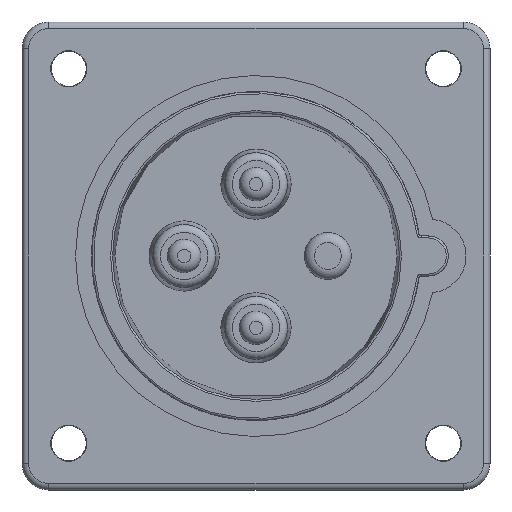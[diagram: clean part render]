
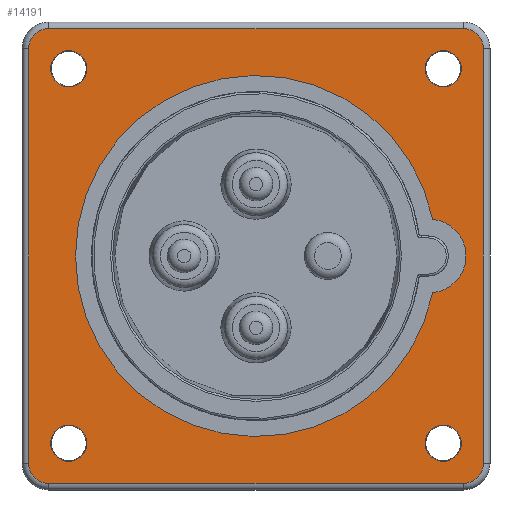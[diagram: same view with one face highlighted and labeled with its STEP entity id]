
A CAD part, front view. The second image highlights one B-rep face of the part: STEP entity #14191.
In plain terms, the highlighted planar face has unit normal (0, -1, 0).
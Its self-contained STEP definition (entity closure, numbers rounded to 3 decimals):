
#225 = DIRECTION ( 'NONE',  ( 0., -1., 0. ) ) ;
#377 = VERTEX_POINT ( 'NONE', #10190 ) ;
#618 = EDGE_CURVE ( 'NONE', #7912, #9441, #23264, .T. ) ;
#811 = CARTESIAN_POINT ( 'NONE',  ( 0., -2.6, 0. ) ) ;
#1012 = CARTESIAN_POINT ( 'NONE',  ( -34., -2.6, 31. ) ) ;
#1157 = CARTESIAN_POINT ( 'NONE',  ( -31., -2.6, 34. ) ) ;
#1254 = CIRCLE ( 'NONE', #12573, 2.709 ) ;
#1471 = FACE_BOUND ( 'NONE', #19762, .T. ) ;
#1488 = CARTESIAN_POINT ( 'NONE',  ( -31., -2.6, -34. ) ) ;
#1818 = DIRECTION ( 'NONE',  ( 0., -1., 0. ) ) ;
#1873 = EDGE_LOOP ( 'NONE', ( #5454, #1887 ) ) ;
#1887 = ORIENTED_EDGE ( 'NONE', *, *, #8432, .T. ) ;
#2068 = FACE_BOUND ( 'NONE', #23823, .T. ) ;
#2700 = DIRECTION ( 'NONE',  ( -1., 0., 0. ) ) ;
#2707 = LINE ( 'NONE', #20714, #7077 ) ;
#3175 = DIRECTION ( 'NONE',  ( 0., -1., 0. ) ) ;
#3606 = CARTESIAN_POINT ( 'NONE',  ( 31., -2.6, 31. ) ) ;
#4025 = CARTESIAN_POINT ( 'NONE',  ( 28., -2.6, 28. ) ) ;
#4399 = EDGE_CURVE ( 'NONE', #20049, #8055, #10855, .T. ) ;
#4457 = VECTOR ( 'NONE', #11269, 1000. ) ;
#4480 = VERTEX_POINT ( 'NONE', #6791 ) ;
#4596 = CARTESIAN_POINT ( 'NONE',  ( 30.709, -2.6, 28. ) ) ;
#4613 = EDGE_CURVE ( 'NONE', #5948, #5948, #13425, .T. ) ;
#4817 = VERTEX_POINT ( 'NONE', #21449 ) ;
#4959 = EDGE_LOOP ( 'NONE', ( #8315, #9106, #8931, #13405, #7668, #5901, #12552, #5650 ) ) ;
#5454 = ORIENTED_EDGE ( 'NONE', *, *, #16609, .F. ) ;
#5508 = DIRECTION ( 'NONE',  ( -1., 0., 0. ) ) ;
#5541 = EDGE_CURVE ( 'NONE', #377, #377, #10073, .T. ) ;
#5648 = PLANE ( 'NONE',  #22912 ) ;
#5650 = ORIENTED_EDGE ( 'NONE', *, *, #618, .T. ) ;
#5690 = CARTESIAN_POINT ( 'NONE',  ( 31., -2.6, -34. ) ) ;
#5888 = DIRECTION ( 'NONE',  ( 1., 0., 0. ) ) ;
#5901 = ORIENTED_EDGE ( 'NONE', *, *, #23670, .T. ) ;
#5948 = VERTEX_POINT ( 'NONE', #4596 ) ;
#6199 = VERTEX_POINT ( 'NONE', #23254 ) ;
#6338 = CARTESIAN_POINT ( 'NONE',  ( -31., -2.6, 31. ) ) ;
#6791 = CARTESIAN_POINT ( 'NONE',  ( -25.291, -2.6, -28. ) ) ;
#6807 = CIRCLE ( 'NONE', #15476, 27. ) ;
#7077 = VECTOR ( 'NONE', #7894, 1000. ) ;
#7237 = VERTEX_POINT ( 'NONE', #1488 ) ;
#7347 = AXIS2_PLACEMENT_3D ( 'NONE', #6338, #19173, #8189 ) ;
#7540 = DIRECTION ( 'NONE',  ( 0., 1., 0. ) ) ;
#7668 = ORIENTED_EDGE ( 'NONE', *, *, #8803, .T. ) ;
#7685 = ORIENTED_EDGE ( 'NONE', *, *, #5541, .F. ) ;
#7693 = ORIENTED_EDGE ( 'NONE', *, *, #4613, .F. ) ;
#7894 = DIRECTION ( 'NONE',  ( 0., 0., 1. ) ) ;
#7912 = VERTEX_POINT ( 'NONE', #9800 ) ;
#7939 = ORIENTED_EDGE ( 'NONE', *, *, #18990, .F. ) ;
#8036 = ORIENTED_EDGE ( 'NONE', *, *, #18748, .F. ) ;
#8055 = VERTEX_POINT ( 'NONE', #21623 ) ;
#8188 = DIRECTION ( 'NONE',  ( 0., -1., 0. ) ) ;
#8189 = DIRECTION ( 'NONE',  ( -1., 0., 0. ) ) ;
#8315 = ORIENTED_EDGE ( 'NONE', *, *, #9163, .T. ) ;
#8432 = EDGE_CURVE ( 'NONE', #13901, #4817, #6807, .T. ) ;
#8661 = CARTESIAN_POINT ( 'NONE',  ( -25.291, -2.6, 28. ) ) ;
#8696 = DIRECTION ( 'NONE',  ( 0., -1., 0. ) ) ;
#8803 = EDGE_CURVE ( 'NONE', #8055, #19473, #2707, .T. ) ;
#8911 = CARTESIAN_POINT ( 'NONE',  ( 34., -2.6, 31. ) ) ;
#8931 = ORIENTED_EDGE ( 'NONE', *, *, #12436, .T. ) ;
#8964 = DIRECTION ( 'NONE',  ( 0., -1., 0. ) ) ;
#9106 = ORIENTED_EDGE ( 'NONE', *, *, #23705, .T. ) ;
#9163 = EDGE_CURVE ( 'NONE', #9441, #10010, #22530, .T. ) ;
#9441 = VERTEX_POINT ( 'NONE', #1012 ) ;
#9800 = CARTESIAN_POINT ( 'NONE',  ( -31., -2.6, 34. ) ) ;
#10010 = VERTEX_POINT ( 'NONE', #13137 ) ;
#10073 = CIRCLE ( 'NONE', #14111, 2.709 ) ;
#10190 = CARTESIAN_POINT ( 'NONE',  ( 30.709, -2.6, -28. ) ) ;
#10563 = AXIS2_PLACEMENT_3D ( 'NONE', #19648, #8696, #21484 ) ;
#10780 = FACE_BOUND ( 'NONE', #1873, .T. ) ;
#10804 = CARTESIAN_POINT ( 'NONE',  ( 31., -2.6, -34. ) ) ;
#10855 = CIRCLE ( 'NONE', #10563, 3. ) ;
#10861 = AXIS2_PLACEMENT_3D ( 'NONE', #19915, #8964, #21742 ) ;
#11064 = AXIS2_PLACEMENT_3D ( 'NONE', #3606, #16517, #5508 ) ;
#11269 = DIRECTION ( 'NONE',  ( 1., 0., 0. ) ) ;
#11343 = FACE_BOUND ( 'NONE', #13994, .T. ) ;
#11349 = CARTESIAN_POINT ( 'NONE',  ( -28., -2.6, -28. ) ) ;
#12251 = VECTOR ( 'NONE', #18079, 1000. ) ;
#12436 = EDGE_CURVE ( 'NONE', #7237, #20049, #23398, .T. ) ;
#12552 = ORIENTED_EDGE ( 'NONE', *, *, #18221, .T. ) ;
#12573 = AXIS2_PLACEMENT_3D ( 'NONE', #14237, #3175, #16074 ) ;
#12888 = CIRCLE ( 'NONE', #11064, 3. ) ;
#12907 = CARTESIAN_POINT ( 'NONE',  ( -31., -2.6, -31. ) ) ;
#13137 = CARTESIAN_POINT ( 'NONE',  ( -34., -2.6, -31. ) ) ;
#13199 = DIRECTION ( 'NONE',  ( 1., 0., 0. ) ) ;
#13405 = ORIENTED_EDGE ( 'NONE', *, *, #4399, .T. ) ;
#13425 = CIRCLE ( 'NONE', #20360, 2.709 ) ;
#13774 = DIRECTION ( 'NONE',  ( 0., 1., 0. ) ) ;
#13901 = VERTEX_POINT ( 'NONE', #21320 ) ;
#13994 = EDGE_LOOP ( 'NONE', ( #7693 ) ) ;
#14111 = AXIS2_PLACEMENT_3D ( 'NONE', #19172, #8188, #21008 ) ;
#14191 = ADVANCED_FACE ( 'NONE', ( #1471, #11343, #2068, #20500, #15656, #10780 ), #5648, .F. ) ;
#14237 = CARTESIAN_POINT ( 'NONE',  ( -28., -2.6, 28. ) ) ;
#14400 = CARTESIAN_POINT ( 'NONE',  ( -34., -2.6, -31. ) ) ;
#14752 = AXIS2_PLACEMENT_3D ( 'NONE', #12907, #1818, #14764 ) ;
#14764 = DIRECTION ( 'NONE',  ( -1., 0., 0. ) ) ;
#14981 = EDGE_LOOP ( 'NONE', ( #8036 ) ) ;
#15476 = AXIS2_PLACEMENT_3D ( 'NONE', #811, #13774, #2700 ) ;
#15656 = FACE_OUTER_BOUND ( 'NONE', #4959, .T. ) ;
#16046 = CIRCLE ( 'NONE', #14752, 3. ) ;
#16074 = DIRECTION ( 'NONE',  ( 1., 0., 0. ) ) ;
#16517 = DIRECTION ( 'NONE',  ( 0., -1., 0. ) ) ;
#16609 = EDGE_CURVE ( 'NONE', #13901, #4817, #22642, .T. ) ;
#16729 = AXIS2_PLACEMENT_3D ( 'NONE', #11349, #225, #13199 ) ;
#16925 = DIRECTION ( 'NONE',  ( 0., -1., 0. ) ) ;
#18079 = DIRECTION ( 'NONE',  ( 0., 0., -1. ) ) ;
#18221 = EDGE_CURVE ( 'NONE', #6199, #7912, #20876, .T. ) ;
#18587 = VERTEX_POINT ( 'NONE', #8661 ) ;
#18748 = EDGE_CURVE ( 'NONE', #4480, #4480, #23155, .T. ) ;
#18990 = EDGE_CURVE ( 'NONE', #18587, #18587, #1254, .T. ) ;
#19172 = CARTESIAN_POINT ( 'NONE',  ( 28., -2.6, -28. ) ) ;
#19173 = DIRECTION ( 'NONE',  ( 0., -1., 0. ) ) ;
#19473 = VERTEX_POINT ( 'NONE', #8911 ) ;
#19648 = CARTESIAN_POINT ( 'NONE',  ( 31., -2.6, -31. ) ) ;
#19762 = EDGE_LOOP ( 'NONE', ( #7685 ) ) ;
#19915 = CARTESIAN_POINT ( 'NONE',  ( 25.923, -2.6, 0. ) ) ;
#20049 = VERTEX_POINT ( 'NONE', #10804 ) ;
#20309 = VECTOR ( 'NONE', #23219, 1000. ) ;
#20339 = DIRECTION ( 'NONE',  ( -1., 0., 0. ) ) ;
#20360 = AXIS2_PLACEMENT_3D ( 'NONE', #4025, #16925, #5888 ) ;
#20500 = FACE_BOUND ( 'NONE', #14981, .T. ) ;
#20714 = CARTESIAN_POINT ( 'NONE',  ( 34., -2.6, 31. ) ) ;
#20876 = LINE ( 'NONE', #1157, #20309 ) ;
#21008 = DIRECTION ( 'NONE',  ( 1., 0., 0. ) ) ;
#21320 = CARTESIAN_POINT ( 'NONE',  ( 26.439, -2.6, -5.476 ) ) ;
#21449 = CARTESIAN_POINT ( 'NONE',  ( 26.439, -2.6, 5.476 ) ) ;
#21484 = DIRECTION ( 'NONE',  ( -1., 0., 0. ) ) ;
#21623 = CARTESIAN_POINT ( 'NONE',  ( 34., -2.6, -31. ) ) ;
#21742 = DIRECTION ( 'NONE',  ( -1., 0., 0. ) ) ;
#22530 = LINE ( 'NONE', #14400, #12251 ) ;
#22642 = CIRCLE ( 'NONE', #10861, 5.5 ) ;
#22912 = AXIS2_PLACEMENT_3D ( 'NONE', #23905, #7540, #20339 ) ;
#23155 = CIRCLE ( 'NONE', #16729, 2.709 ) ;
#23219 = DIRECTION ( 'NONE',  ( -1., 0., 0. ) ) ;
#23254 = CARTESIAN_POINT ( 'NONE',  ( 31., -2.6, 34. ) ) ;
#23264 = CIRCLE ( 'NONE', #7347, 3. ) ;
#23398 = LINE ( 'NONE', #5690, #4457 ) ;
#23670 = EDGE_CURVE ( 'NONE', #19473, #6199, #12888, .T. ) ;
#23705 = EDGE_CURVE ( 'NONE', #10010, #7237, #16046, .T. ) ;
#23823 = EDGE_LOOP ( 'NONE', ( #7939 ) ) ;
#23905 = CARTESIAN_POINT ( 'NONE',  ( -31., -2.6, -31. ) ) ;
